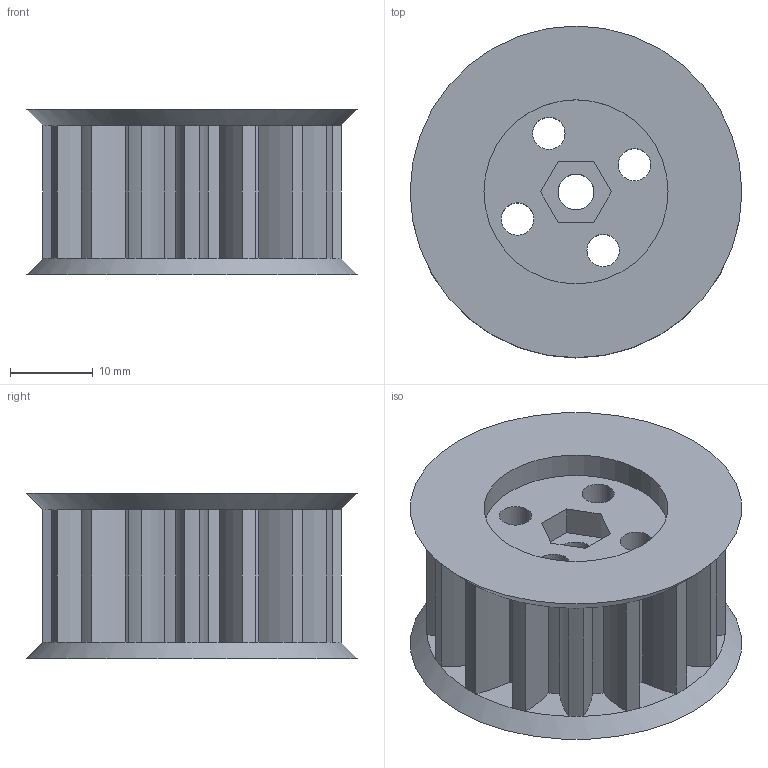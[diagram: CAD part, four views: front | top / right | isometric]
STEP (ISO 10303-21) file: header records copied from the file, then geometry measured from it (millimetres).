
FILE_DESCRIPTION(/* description */ (''),/* implementation_level */ '2;1');
FILE_NAME(/* name */ '',/* time_stamp */ '2026-01-09T19:43:47+03:00',/* author */ ('I9232'),/* organization */ (''),/* preprocessor_version */ 'ST-DEVELOPER v19.2',/* originating_system */ 'Autodesk Inventor 2023',/* authorisation */ '');
FILE_SCHEMA (('AUTOMOTIVE_DESIGN { 1 0 10303 214 3 1 1 }'));
Length unit declared in the file: millimetre
Products named in the file (1): Цилиндрическое зубчатое 
зацепление1
Bounding box: 40 x 40 x 20 mm (x, y, z)
Volume: 14978.6 mm3; surface area: 8053.4 mm2
Topology: 1 solids, 1 shells, 114 faces, 266 edges, 156 vertices
Faces by surface type: cylinder 70, plane 42, cone 2
Full cylindrical faces by diameter (mm): 3.9 x4, 4.3 x1, 22.2 x1
Entity records: 3446 total; most frequent: DIRECTION 672, CARTESIAN_POINT 537, ORIENTED_EDGE 532, AXIS2_PLACEMENT_3D 291, EDGE_CURVE 266, CIRCLE 176, VERTEX_POINT 156, EDGE_LOOP 126
